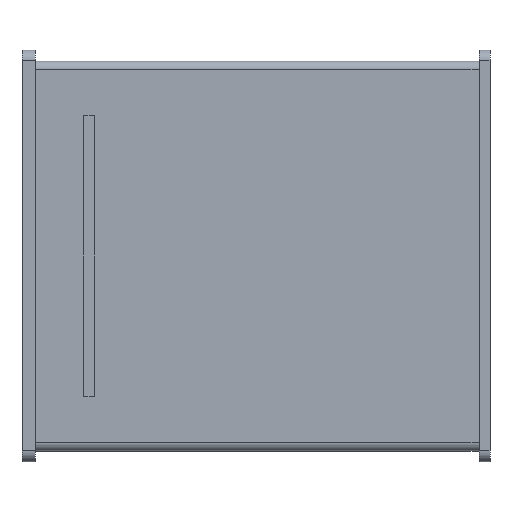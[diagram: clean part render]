
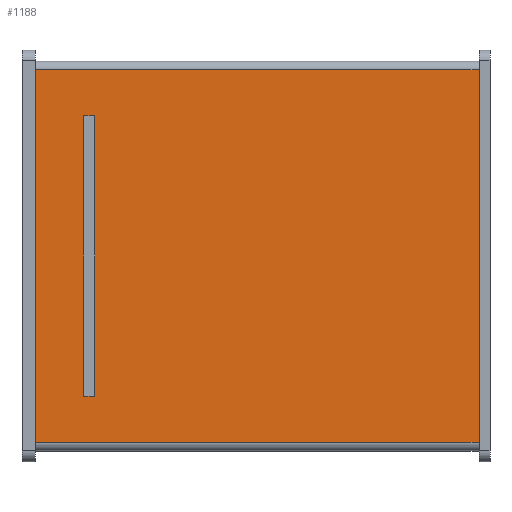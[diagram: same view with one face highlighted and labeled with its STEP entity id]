
A CAD part, left-side view. The second image highlights one B-rep face of the part: STEP entity #1188.
In plain terms, the highlighted planar face has unit normal (-1, 0, 0).
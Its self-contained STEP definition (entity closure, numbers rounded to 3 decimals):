
#5 = DIRECTION ( 'NONE',  ( 0., 0., 1. ) ) ;
#8 = CARTESIAN_POINT ( 'NONE',  ( -212.5, 10., 169.5 ) ) ;
#10 = VERTEX_POINT ( 'NONE', #274 ) ;
#26 = ORIENTED_EDGE ( 'NONE', *, *, #1053, .F. ) ;
#31 = CARTESIAN_POINT ( 'NONE',  ( -212.5, 10., -169.5 ) ) ;
#43 = ORIENTED_EDGE ( 'NONE', *, *, #1036, .F. ) ;
#48 = DIRECTION ( 'NONE',  ( 0., 0., -1. ) ) ;
#54 = LINE ( 'NONE', #84, #994 ) ;
#69 = CARTESIAN_POINT ( 'NONE',  ( -212.5, 370., -127.5 ) ) ;
#84 = CARTESIAN_POINT ( 'NONE',  ( -212.5, 370., -127.5 ) ) ;
#99 = LINE ( 'NONE', #404, #982 ) ;
#101 = DIRECTION ( 'NONE',  ( 0., 0., -1. ) ) ;
#157 = DIRECTION ( 'NONE',  ( 0., 1., 0. ) ) ;
#160 = VERTEX_POINT ( 'NONE', #284 ) ;
#175 = ORIENTED_EDGE ( 'NONE', *, *, #1040, .F. ) ;
#189 = VERTEX_POINT ( 'NONE', #69 ) ;
#195 = ORIENTED_EDGE ( 'NONE', *, *, #1033, .T. ) ;
#222 = ORIENTED_EDGE ( 'NONE', *, *, #1198, .F. ) ;
#224 = CARTESIAN_POINT ( 'NONE',  ( -212.5, 414., -169.5 ) ) ;
#235 = EDGE_LOOP ( 'NONE', ( #43, #323, #26, #175 ) ) ;
#238 = LINE ( 'NONE', #360, #950 ) ;
#248 = ORIENTED_EDGE ( 'NONE', *, *, #1035, .T. ) ;
#249 = CARTESIAN_POINT ( 'NONE',  ( -212.5, 360., 127.5 ) ) ;
#252 = DIRECTION ( 'NONE',  ( 0., 1., 0. ) ) ;
#274 = CARTESIAN_POINT ( 'NONE',  ( -212.5, 414., 169.5 ) ) ;
#276 = DIRECTION ( 'NONE',  ( 0., -1., 0. ) ) ;
#284 = CARTESIAN_POINT ( 'NONE',  ( -212.5, 360., -127.5 ) ) ;
#317 = VERTEX_POINT ( 'NONE', #224 ) ;
#318 = EDGE_LOOP ( 'NONE', ( #248, #195, #367, #222 ) ) ;
#323 = ORIENTED_EDGE ( 'NONE', *, *, #1034, .F. ) ;
#327 = CARTESIAN_POINT ( 'NONE',  ( -212.5, 420., -169.5 ) ) ;
#329 = LINE ( 'NONE', #480, #976 ) ;
#339 = CARTESIAN_POINT ( 'NONE',  ( -212.5, 370., 127.5 ) ) ;
#342 = LINE ( 'NONE', #451, #992 ) ;
#360 = CARTESIAN_POINT ( 'NONE',  ( -212.5, 420., 169.5 ) ) ;
#367 = ORIENTED_EDGE ( 'NONE', *, *, #1038, .T. ) ;
#387 = VERTEX_POINT ( 'NONE', #31 ) ;
#396 = VERTEX_POINT ( 'NONE', #249 ) ;
#398 = LINE ( 'NONE', #327, #975 ) ;
#404 = CARTESIAN_POINT ( 'NONE',  ( -212.5, 370., 127.5 ) ) ;
#411 = CARTESIAN_POINT ( 'NONE',  ( -212.5, 360., -127.5 ) ) ;
#427 = VERTEX_POINT ( 'NONE', #339 ) ;
#447 = VERTEX_POINT ( 'NONE', #8 ) ;
#450 = LINE ( 'NONE', #411, #959 ) ;
#451 = CARTESIAN_POINT ( 'NONE',  ( -212.5, 414., 177.5 ) ) ;
#480 = CARTESIAN_POINT ( 'NONE',  ( -212.5, 370., -127.5 ) ) ;
#500 = DIRECTION ( 'NONE',  ( 0., -1., 0. ) ) ;
#950 = VECTOR ( 'NONE', #157, 1000. ) ;
#959 = VECTOR ( 'NONE', #5, 1000. ) ;
#975 = VECTOR ( 'NONE', #500, 1000. ) ;
#976 = VECTOR ( 'NONE', #276, 1000. ) ;
#982 = VECTOR ( 'NONE', #252, 1000. ) ;
#992 = VECTOR ( 'NONE', #48, 1000. ) ;
#994 = VECTOR ( 'NONE', #101, 1000. ) ;
#1033 = EDGE_CURVE ( 'NONE', #10, #317, #342, .T. ) ;
#1034 = EDGE_CURVE ( 'NONE', #189, #160, #329, .T. ) ;
#1035 = EDGE_CURVE ( 'NONE', #447, #10, #238, .T. ) ;
#1036 = EDGE_CURVE ( 'NONE', #160, #396, #450, .T. ) ;
#1038 = EDGE_CURVE ( 'NONE', #317, #387, #398, .T. ) ;
#1040 = EDGE_CURVE ( 'NONE', #396, #427, #99, .T. ) ;
#1053 = EDGE_CURVE ( 'NONE', #427, #189, #54, .T. ) ;
#1188 = ADVANCED_FACE ( 'NONE', ( #1594, #1375 ), #1389, .F. ) ;
#1198 = EDGE_CURVE ( 'NONE', #447, #387, #1400, .T. ) ;
#1232 = AXIS2_PLACEMENT_3D ( 'NONE', #1509, #1601, #1391 ) ;
#1275 = VECTOR ( 'NONE', #1390, 1000. ) ;
#1375 = FACE_OUTER_BOUND ( 'NONE', #318, .T. ) ;
#1389 = PLANE ( 'NONE',  #1232 ) ;
#1390 = DIRECTION ( 'NONE',  ( 0., 0., -1. ) ) ;
#1391 = DIRECTION ( 'NONE',  ( 0., 0., -1. ) ) ;
#1400 = LINE ( 'NONE', #1529, #1275 ) ;
#1509 = CARTESIAN_POINT ( 'NONE',  ( -212.5, 420., 177.5 ) ) ;
#1529 = CARTESIAN_POINT ( 'NONE',  ( -212.5, 10., -187.5 ) ) ;
#1594 = FACE_BOUND ( 'NONE', #235, .T. ) ;
#1601 = DIRECTION ( 'NONE',  ( 1., 0., 0. ) ) ;
